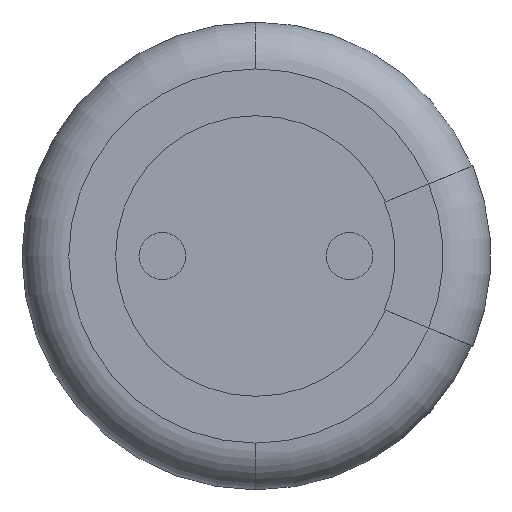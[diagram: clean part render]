
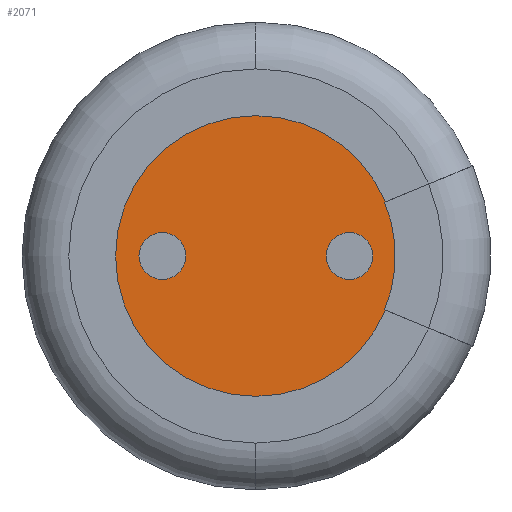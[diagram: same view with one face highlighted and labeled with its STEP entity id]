
A CAD part, front view. The second image highlights one B-rep face of the part: STEP entity #2071.
In plain terms, the highlighted planar face has unit normal (0, -1, 0).
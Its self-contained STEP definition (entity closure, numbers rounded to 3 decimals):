
#1 = ORIENTED_EDGE ( 'NONE', *, *, #513, .F. ) ;
#78 = ORIENTED_EDGE ( 'NONE', *, *, #394, .T. ) ;
#114 = EDGE_LOOP ( 'NONE', ( #719, #1 ) ) ;
#190 = VERTEX_POINT ( 'NONE', #320 ) ;
#192 = DIRECTION ( 'NONE',  ( 0., -1., 0. ) ) ;
#202 = ORIENTED_EDGE ( 'NONE', *, *, #1807, .T. ) ;
#216 = AXIS2_PLACEMENT_3D ( 'NONE', #1232, #192, #1422 ) ;
#219 = CARTESIAN_POINT ( 'NONE',  ( -0.01, 0.3, 0. ) ) ;
#258 = AXIS2_PLACEMENT_3D ( 'NONE', #569, #1780, #743 ) ;
#263 = AXIS2_PLACEMENT_3D ( 'NONE', #322, #1546, #506 ) ;
#297 = CARTESIAN_POINT ( 'NONE',  ( 1., 0.3, -0.25 ) ) ;
#308 = CARTESIAN_POINT ( 'NONE',  ( 1., 0.3, 0. ) ) ;
#320 = CARTESIAN_POINT ( 'NONE',  ( 1.384, 0.3, 0.578 ) ) ;
#322 = CARTESIAN_POINT ( 'NONE',  ( 0., 0.3, 0. ) ) ;
#338 = AXIS2_PLACEMENT_3D ( 'NONE', #1450, #402, #1618 ) ;
#362 = DIRECTION ( 'NONE',  ( -0.924, 0., 0.383 ) ) ;
#394 = EDGE_CURVE ( 'NONE', #852, #1901, #1784, .T. ) ;
#397 = ORIENTED_EDGE ( 'NONE', *, *, #932, .F. ) ;
#398 = CARTESIAN_POINT ( 'NONE',  ( -1., 0.3, 0.25 ) ) ;
#400 = DIRECTION ( 'NONE',  ( 0., 0., -1. ) ) ;
#402 = DIRECTION ( 'NONE',  ( 0., -1., 0. ) ) ;
#424 = AXIS2_PLACEMENT_3D ( 'NONE', #604, #1819, #779 ) ;
#427 = CARTESIAN_POINT ( 'NONE',  ( 0., 0.3, -1.5 ) ) ;
#461 = DIRECTION ( 'NONE',  ( -0.924, 0., -0.383 ) ) ;
#492 = DIRECTION ( 'NONE',  ( 0., 0., 1. ) ) ;
#506 = DIRECTION ( 'NONE',  ( 0., 0., -1. ) ) ;
#507 = CIRCLE ( 'NONE', #263, 1.5 ) ;
#513 = EDGE_CURVE ( 'NONE', #1045, #1864, #531, .T. ) ;
#515 = VERTEX_POINT ( 'NONE', #427 ) ;
#526 = VERTEX_POINT ( 'NONE', #297 ) ;
#531 = CIRCLE ( 'NONE', #424, 0.25 ) ;
#550 = CIRCLE ( 'NONE', #1485, 0.25 ) ;
#569 = CARTESIAN_POINT ( 'NONE',  ( 0., 0.3, 0. ) ) ;
#581 = VECTOR ( 'NONE', #461, 1000. ) ;
#604 = CARTESIAN_POINT ( 'NONE',  ( -1., 0.3, 0. ) ) ;
#606 = DIRECTION ( 'NONE',  ( 0., -1., 0. ) ) ;
#670 = EDGE_CURVE ( 'NONE', #515, #1347, #507, .T. ) ;
#719 = ORIENTED_EDGE ( 'NONE', *, *, #1205, .F. ) ;
#722 = FACE_BOUND ( 'NONE', #114, .T. ) ;
#743 = DIRECTION ( 'NONE',  ( 0., 0., -1. ) ) ;
#767 = DIRECTION ( 'NONE',  ( 0., -1., 0. ) ) ;
#771 = PLANE ( 'NONE',  #2169 ) ;
#779 = DIRECTION ( 'NONE',  ( 0., 0., -1. ) ) ;
#800 = CARTESIAN_POINT ( 'NONE',  ( -1., 0.3, -0.25 ) ) ;
#814 = EDGE_CURVE ( 'NONE', #190, #2138, #885, .T. ) ;
#852 = VERTEX_POINT ( 'NONE', #1246 ) ;
#885 = CIRCLE ( 'NONE', #216, 1.5 ) ;
#932 = EDGE_CURVE ( 'NONE', #1137, #526, #550, .T. ) ;
#938 = AXIS2_PLACEMENT_3D ( 'NONE', #308, #1534, #492 ) ;
#988 = ORIENTED_EDGE ( 'NONE', *, *, #1532, .F. ) ;
#1045 = VERTEX_POINT ( 'NONE', #800 ) ;
#1083 = LINE ( 'NONE', #2012, #581 ) ;
#1086 = EDGE_CURVE ( 'NONE', #190, #1901, #1083, .T. ) ;
#1137 = VERTEX_POINT ( 'NONE', #1161 ) ;
#1161 = CARTESIAN_POINT ( 'NONE',  ( 1., 0.3, 0.25 ) ) ;
#1166 = EDGE_LOOP ( 'NONE', ( #1228, #1608, #202, #1715, #1915, #78 ) ) ;
#1169 = FACE_BOUND ( 'NONE', #2165, .T. ) ;
#1205 = EDGE_CURVE ( 'NONE', #1864, #1045, #2084, .T. ) ;
#1228 = ORIENTED_EDGE ( 'NONE', *, *, #1086, .F. ) ;
#1232 = CARTESIAN_POINT ( 'NONE',  ( 0., 0.3, 0. ) ) ;
#1246 = CARTESIAN_POINT ( 'NONE',  ( 1.376, 0.3, -0.574 ) ) ;
#1347 = VERTEX_POINT ( 'NONE', #2145 ) ;
#1406 = AXIS2_PLACEMENT_3D ( 'NONE', #219, #1446, #400 ) ;
#1422 = DIRECTION ( 'NONE',  ( 0., 0., -1. ) ) ;
#1446 = DIRECTION ( 'NONE',  ( 0., -1., 0. ) ) ;
#1450 = CARTESIAN_POINT ( 'NONE',  ( -1., 0.3, 0. ) ) ;
#1455 = CARTESIAN_POINT ( 'NONE',  ( 1.376, 0.3, 0.574 ) ) ;
#1485 = AXIS2_PLACEMENT_3D ( 'NONE', #1810, #767, #1969 ) ;
#1532 = EDGE_CURVE ( 'NONE', #526, #1137, #2072, .T. ) ;
#1534 = DIRECTION ( 'NONE',  ( 0., -1., 0. ) ) ;
#1546 = DIRECTION ( 'NONE',  ( 0., -1., 0. ) ) ;
#1582 = CARTESIAN_POINT ( 'NONE',  ( -0.001, 0.3, -0.004 ) ) ;
#1594 = CIRCLE ( 'NONE', #258, 1.5 ) ;
#1608 = ORIENTED_EDGE ( 'NONE', *, *, #814, .T. ) ;
#1618 = DIRECTION ( 'NONE',  ( 0., 0., -1. ) ) ;
#1649 = CARTESIAN_POINT ( 'NONE',  ( 0., 0.3, 0. ) ) ;
#1703 = LINE ( 'NONE', #1582, #2105 ) ;
#1715 = ORIENTED_EDGE ( 'NONE', *, *, #670, .T. ) ;
#1716 = EDGE_CURVE ( 'NONE', #1347, #852, #1703, .T. ) ;
#1780 = DIRECTION ( 'NONE',  ( 0., -1., 0. ) ) ;
#1784 = CIRCLE ( 'NONE', #1406, 1.5 ) ;
#1807 = EDGE_CURVE ( 'NONE', #2138, #515, #1594, .T. ) ;
#1810 = CARTESIAN_POINT ( 'NONE',  ( 1., 0.3, 0. ) ) ;
#1819 = DIRECTION ( 'NONE',  ( 0., -1., 0. ) ) ;
#1820 = DIRECTION ( 'NONE',  ( 0., 0., -1. ) ) ;
#1864 = VERTEX_POINT ( 'NONE', #398 ) ;
#1901 = VERTEX_POINT ( 'NONE', #1455 ) ;
#1915 = ORIENTED_EDGE ( 'NONE', *, *, #1716, .T. ) ;
#1969 = DIRECTION ( 'NONE',  ( 0., 0., 1. ) ) ;
#1990 = CARTESIAN_POINT ( 'NONE',  ( 0., 0.3, 1.5 ) ) ;
#2012 = CARTESIAN_POINT ( 'NONE',  ( -0.001, 0.3, 0.004 ) ) ;
#2071 = ADVANCED_FACE ( 'NONE', ( #2095, #722, #1169 ), #771, .T. ) ;
#2072 = CIRCLE ( 'NONE', #938, 0.25 ) ;
#2084 = CIRCLE ( 'NONE', #338, 0.25 ) ;
#2095 = FACE_OUTER_BOUND ( 'NONE', #1166, .T. ) ;
#2105 = VECTOR ( 'NONE', #362, 1000. ) ;
#2138 = VERTEX_POINT ( 'NONE', #1990 ) ;
#2145 = CARTESIAN_POINT ( 'NONE',  ( 1.384, 0.3, -0.578 ) ) ;
#2165 = EDGE_LOOP ( 'NONE', ( #397, #988 ) ) ;
#2169 = AXIS2_PLACEMENT_3D ( 'NONE', #1649, #606, #1820 ) ;
